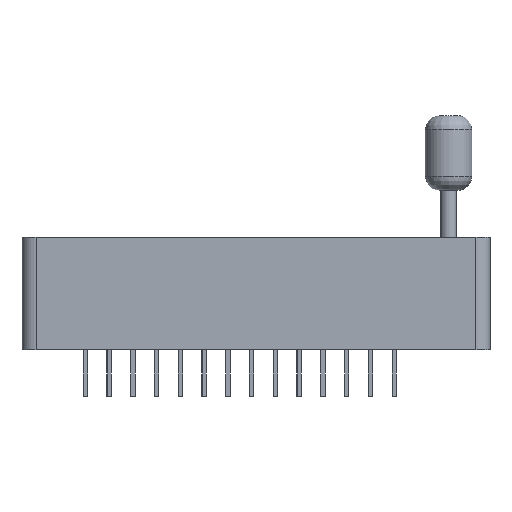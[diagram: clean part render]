
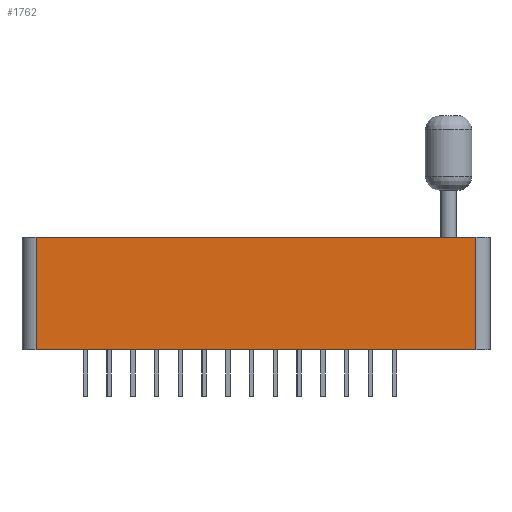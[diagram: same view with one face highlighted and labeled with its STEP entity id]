
A CAD part, left-side view. The second image highlights one B-rep face of the part: STEP entity #1762.
In plain terms, the highlighted planar face has unit normal (-1, 0, 0).
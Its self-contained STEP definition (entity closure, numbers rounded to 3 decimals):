
#495 = VERTEX_POINT('',#496);
#496 = CARTESIAN_POINT('',(0.,48.5,12.));
#503 = EDGE_CURVE('',#495,#504,#506,.T.);
#504 = VERTEX_POINT('',#505);
#505 = CARTESIAN_POINT('',(0.,1.5,12.));
#506 = LINE('',#507,#508);
#507 = CARTESIAN_POINT('',(0.,50.,12.));
#508 = VECTOR('',#509,1.);
#509 = DIRECTION('',(0.,-1.,0.));
#729 = VERTEX_POINT('',#730);
#730 = CARTESIAN_POINT('',(0.,1.5,0.));
#737 = EDGE_CURVE('',#729,#504,#738,.T.);
#738 = LINE('',#739,#740);
#739 = CARTESIAN_POINT('',(0.,1.5,0.));
#740 = VECTOR('',#741,1.);
#741 = DIRECTION('',(0.,0.,1.));
#774 = VERTEX_POINT('',#775);
#775 = CARTESIAN_POINT('',(0.,48.5,0.));
#782 = EDGE_CURVE('',#774,#729,#783,.T.);
#783 = LINE('',#784,#785);
#784 = CARTESIAN_POINT('',(0.,50.,0.));
#785 = VECTOR('',#786,1.);
#786 = DIRECTION('',(0.,-1.,0.));
#1762 = ADVANCED_FACE('',(#1763),#1774,.F.);
#1763 = FACE_BOUND('',#1764,.F.);
#1764 = EDGE_LOOP('',(#1765,#1766,#1772,#1773));
#1765 = ORIENTED_EDGE('',*,*,#782,.F.);
#1766 = ORIENTED_EDGE('',*,*,#1767,.T.);
#1767 = EDGE_CURVE('',#774,#495,#1768,.T.);
#1768 = LINE('',#1769,#1770);
#1769 = CARTESIAN_POINT('',(0.,48.5,0.));
#1770 = VECTOR('',#1771,1.);
#1771 = DIRECTION('',(0.,0.,1.));
#1772 = ORIENTED_EDGE('',*,*,#503,.T.);
#1773 = ORIENTED_EDGE('',*,*,#737,.F.);
#1774 = PLANE('',#1775);
#1775 = AXIS2_PLACEMENT_3D('',#1776,#1777,#1778);
#1776 = CARTESIAN_POINT('',(0.,50.,0.));
#1777 = DIRECTION('',(1.,0.,0.));
#1778 = DIRECTION('',(0.,-1.,0.));
